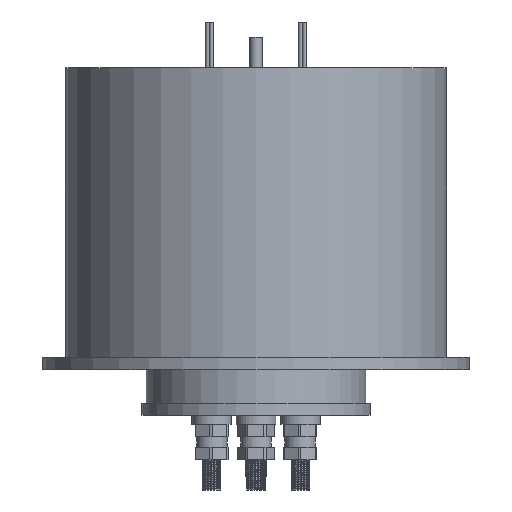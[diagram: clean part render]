
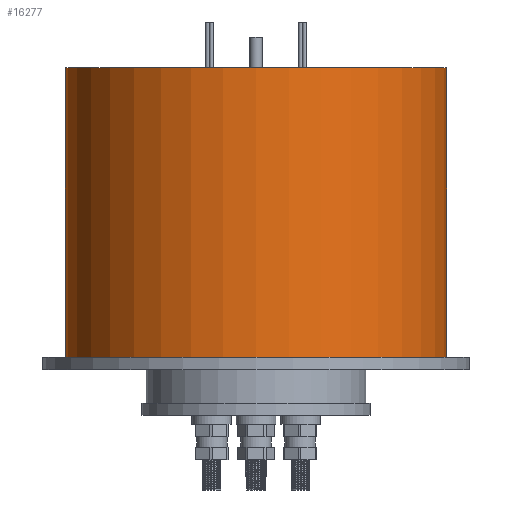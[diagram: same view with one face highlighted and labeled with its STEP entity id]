
A CAD part, front view. The second image highlights one B-rep face of the part: STEP entity #16277.
In plain terms, the highlighted cylindrical face has radius 125 mm (diameter 250 mm), a partial arc.
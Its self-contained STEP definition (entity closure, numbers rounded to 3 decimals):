
#880 = VECTOR ( 'NONE', #15849, 1000. ) ;
#1107 = VERTEX_POINT ( 'NONE', #11933 ) ;
#1582 = LINE ( 'NONE', #15756, #880 ) ;
#2429 = VERTEX_POINT ( 'NONE', #5847 ) ;
#2590 = CARTESIAN_POINT ( 'NONE',  ( 0., 0., 38. ) ) ;
#2620 = CIRCLE ( 'NONE', #9145, 125. ) ;
#3804 = DIRECTION ( 'NONE',  ( 0., 0., 1. ) ) ;
#3926 = EDGE_CURVE ( 'NONE', #25646, #2429, #15114, .T. ) ;
#4008 = CARTESIAN_POINT ( 'NONE',  ( -125., 0., 228. ) ) ;
#4200 = CARTESIAN_POINT ( 'NONE',  ( 0., 0., 228. ) ) ;
#4514 = LINE ( 'NONE', #4008, #27353 ) ;
#4646 = FACE_OUTER_BOUND ( 'NONE', #23712, .T. ) ;
#4843 = DIRECTION ( 'NONE',  ( 1., 0., 0. ) ) ;
#5380 = ORIENTED_EDGE ( 'NONE', *, *, #26510, .F. ) ;
#5847 = CARTESIAN_POINT ( 'NONE',  ( 125., 0., 38. ) ) ;
#8629 = DIRECTION ( 'NONE',  ( -1., 0., 0. ) ) ;
#8924 = CARTESIAN_POINT ( 'NONE',  ( -125., 0., 228. ) ) ;
#9145 = AXIS2_PLACEMENT_3D ( 'NONE', #17077, #3804, #19289 ) ;
#9950 = CYLINDRICAL_SURFACE ( 'NONE', #14671, 125. ) ;
#11933 = CARTESIAN_POINT ( 'NONE',  ( 125., 0., 228. ) ) ;
#12820 = ORIENTED_EDGE ( 'NONE', *, *, #27601, .F. ) ;
#13318 = VERTEX_POINT ( 'NONE', #8924 ) ;
#14671 = AXIS2_PLACEMENT_3D ( 'NONE', #4200, #17471, #8629 ) ;
#15114 = CIRCLE ( 'NONE', #27436, 125. ) ;
#15148 = ORIENTED_EDGE ( 'NONE', *, *, #3926, .T. ) ;
#15756 = CARTESIAN_POINT ( 'NONE',  ( 125., 0., 228. ) ) ;
#15849 = DIRECTION ( 'NONE',  ( 0., 0., -1. ) ) ;
#16277 = ADVANCED_FACE ( 'NONE', ( #4646 ), #9950, .T. ) ;
#17077 = CARTESIAN_POINT ( 'NONE',  ( 0., 0., 228. ) ) ;
#17278 = DIRECTION ( 'NONE',  ( 0., 0., -1. ) ) ;
#17471 = DIRECTION ( 'NONE',  ( 0., 0., -1. ) ) ;
#18095 = DIRECTION ( 'NONE',  ( 0., 0., 1. ) ) ;
#19289 = DIRECTION ( 'NONE',  ( 1., 0., 0. ) ) ;
#19439 = ORIENTED_EDGE ( 'NONE', *, *, #20332, .T. ) ;
#20332 = EDGE_CURVE ( 'NONE', #13318, #25646, #4514, .T. ) ;
#23712 = EDGE_LOOP ( 'NONE', ( #5380, #12820, #19439, #15148 ) ) ;
#24897 = CARTESIAN_POINT ( 'NONE',  ( -125., 0., 38. ) ) ;
#25646 = VERTEX_POINT ( 'NONE', #24897 ) ;
#26510 = EDGE_CURVE ( 'NONE', #1107, #2429, #1582, .T. ) ;
#27353 = VECTOR ( 'NONE', #17278, 1000. ) ;
#27436 = AXIS2_PLACEMENT_3D ( 'NONE', #2590, #18095, #4843 ) ;
#27601 = EDGE_CURVE ( 'NONE', #13318, #1107, #2620, .T. ) ;
